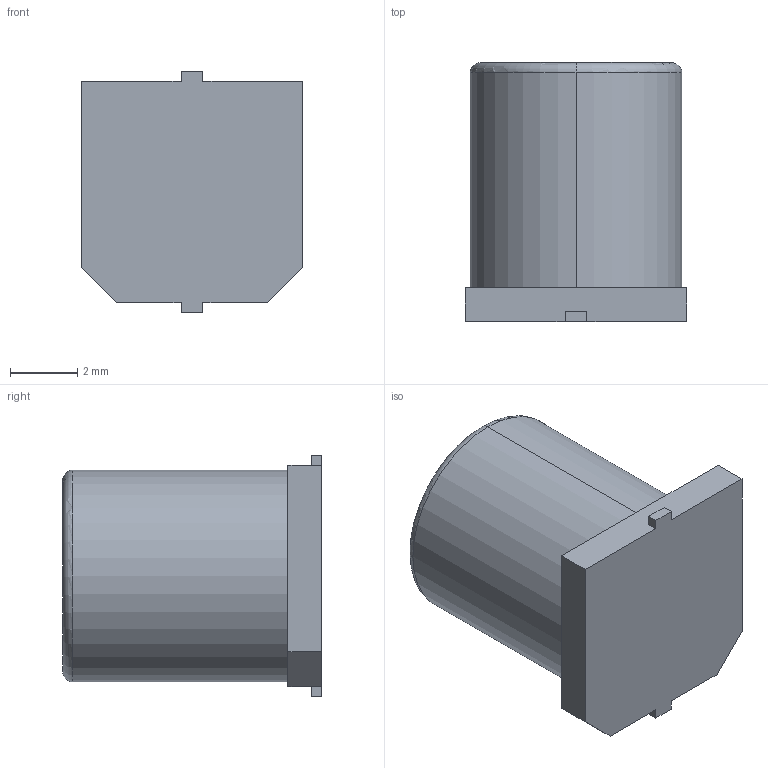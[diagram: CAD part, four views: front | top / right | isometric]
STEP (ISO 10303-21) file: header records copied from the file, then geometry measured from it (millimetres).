
FILE_DESCRIPTION (( 'STEP AP214' ), '1' );
FILE_NAME ('CapD8.STEP', '2016-02-07T09:31:08', ( '' ), ( '' ), 'SwSTEP 2.0', 'SolidWorks 2015', '' );
FILE_SCHEMA (( 'AUTOMOTIVE_DESIGN' ));
Length unit declared in the file: millimetre
Products named in the file (1): CapD8
Bounding box: 6.6 x 7.71 x 7.2 mm (x, y, z)
Volume: 251.1 mm3; surface area: 241.4 mm2
Topology: 1 solids, 1 shells, 24 faces, 59 edges, 38 vertices
Faces by surface type: plane 19, cylinder 3, torus 2
Entity records: 1000 total; most frequent: CARTESIAN_POINT 122, DIRECTION 120, ORIENTED_EDGE 118, EDGE_CURVE 59, VECTOR 48, LINE 48, VERTEX_POINT 38, AXIS2_PLACEMENT_3D 36
